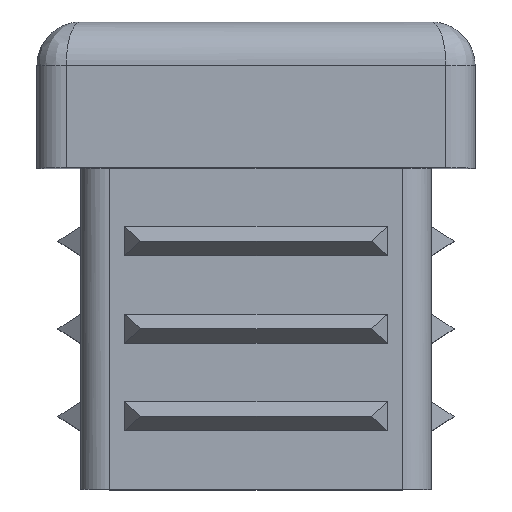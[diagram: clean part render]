
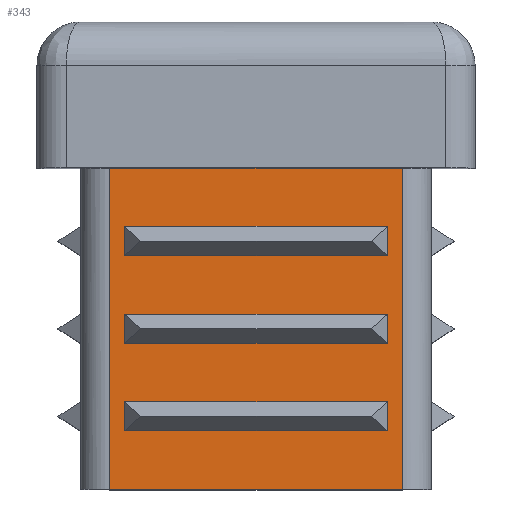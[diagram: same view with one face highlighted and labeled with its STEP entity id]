
A CAD part, top view. The second image highlights one B-rep face of the part: STEP entity #343.
In plain terms, the highlighted planar face has unit normal (0, 0, 1).
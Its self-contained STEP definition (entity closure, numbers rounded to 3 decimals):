
#54 = VECTOR ( 'NONE', #1312, 1000. ) ;
#56 = VECTOR ( 'NONE', #1398, 1000. ) ;
#74 = VERTEX_POINT ( 'NONE', #457 ) ;
#97 = CARTESIAN_POINT ( 'NONE',  ( 7.5, 5., 6. ) ) ;
#110 = CARTESIAN_POINT ( 'NONE',  ( 7.5, 8., 6. ) ) ;
#147 = VECTOR ( 'NONE', #2798, 1000. ) ;
#190 = EDGE_LOOP ( 'NONE', ( #853, #2491, #417, #1166 ) ) ;
#218 = CARTESIAN_POINT ( 'NONE',  ( 4.5, 6., 6. ) ) ;
#278 = EDGE_CURVE ( 'NONE', #1994, #362, #2125, .T. ) ;
#313 = VECTOR ( 'NONE', #1851, 1000. ) ;
#343 = ADVANCED_FACE ( 'NONE', ( #1372, #2155, #3092, #883 ), #1889, .F. ) ;
#362 = VERTEX_POINT ( 'NONE', #2450 ) ;
#383 = CARTESIAN_POINT ( 'NONE',  ( 7.5, 3., 6. ) ) ;
#402 = VECTOR ( 'NONE', #2016, 1000. ) ;
#417 = ORIENTED_EDGE ( 'NONE', *, *, #1915, .T. ) ;
#452 = EDGE_CURVE ( 'NONE', #598, #1940, #778, .T. ) ;
#457 = CARTESIAN_POINT ( 'NONE',  ( -5., 11., 6. ) ) ;
#459 = EDGE_CURVE ( 'NONE', #2267, #2432, #2520, .T. ) ;
#500 = CARTESIAN_POINT ( 'NONE',  ( 5., 0., 6. ) ) ;
#517 = LINE ( 'NONE', #2049, #2243 ) ;
#557 = LINE ( 'NONE', #2301, #2621 ) ;
#598 = VERTEX_POINT ( 'NONE', #811 ) ;
#599 = VECTOR ( 'NONE', #1735, 1000. ) ;
#620 = CARTESIAN_POINT ( 'NONE',  ( 4.5, 2., 6. ) ) ;
#631 = VERTEX_POINT ( 'NONE', #620 ) ;
#638 = DIRECTION ( 'NONE',  ( -1., 0., 0. ) ) ;
#698 = ORIENTED_EDGE ( 'NONE', *, *, #1719, .T. ) ;
#703 = ORIENTED_EDGE ( 'NONE', *, *, #3059, .T. ) ;
#707 = LINE ( 'NONE', #1726, #3146 ) ;
#755 = CARTESIAN_POINT ( 'NONE',  ( -4.5, -12.941, 6. ) ) ;
#771 = EDGE_CURVE ( 'NONE', #1161, #1713, #2746, .T. ) ;
#776 = LINE ( 'NONE', #1496, #402 ) ;
#778 = LINE ( 'NONE', #1497, #1456 ) ;
#790 = VERTEX_POINT ( 'NONE', #2646 ) ;
#796 = EDGE_CURVE ( 'NONE', #1713, #2432, #1506, .T. ) ;
#801 = VECTOR ( 'NONE', #1752, 1000. ) ;
#811 = CARTESIAN_POINT ( 'NONE',  ( 5., 0., 6. ) ) ;
#820 = LINE ( 'NONE', #97, #147 ) ;
#848 = CARTESIAN_POINT ( 'NONE',  ( 4.5, 5., 6. ) ) ;
#853 = ORIENTED_EDGE ( 'NONE', *, *, #796, .F. ) ;
#883 = FACE_OUTER_BOUND ( 'NONE', #2923, .T. ) ;
#930 = LINE ( 'NONE', #1959, #1499 ) ;
#1161 = VERTEX_POINT ( 'NONE', #848 ) ;
#1165 = CARTESIAN_POINT ( 'NONE',  ( 4.5, 8., 6. ) ) ;
#1166 = ORIENTED_EDGE ( 'NONE', *, *, #459, .T. ) ;
#1227 = CARTESIAN_POINT ( 'NONE',  ( 4.5, -12.941, 6. ) ) ;
#1252 = EDGE_CURVE ( 'NONE', #631, #1994, #557, .T. ) ;
#1269 = ORIENTED_EDGE ( 'NONE', *, *, #2404, .F. ) ;
#1306 = EDGE_LOOP ( 'NONE', ( #2964, #2012, #1576, #1404 ) ) ;
#1312 = DIRECTION ( 'NONE',  ( 0., 1., 0. ) ) ;
#1346 = EDGE_CURVE ( 'NONE', #2294, #3100, #776, .T. ) ;
#1372 = FACE_BOUND ( 'NONE', #2513, .T. ) ;
#1398 = DIRECTION ( 'NONE',  ( 0., 1., 0. ) ) ;
#1402 = CARTESIAN_POINT ( 'NONE',  ( 7.5, 0., 6. ) ) ;
#1404 = ORIENTED_EDGE ( 'NONE', *, *, #1688, .T. ) ;
#1423 = CARTESIAN_POINT ( 'NONE',  ( -4.5, -12.941, 6. ) ) ;
#1426 = VECTOR ( 'NONE', #2736, 1000. ) ;
#1456 = VECTOR ( 'NONE', #1515, 1000. ) ;
#1492 = DIRECTION ( 'NONE',  ( -1., 0., 0. ) ) ;
#1496 = CARTESIAN_POINT ( 'NONE',  ( 4.5, -12.941, 6. ) ) ;
#1497 = CARTESIAN_POINT ( 'NONE',  ( 7.5, 0., 6. ) ) ;
#1499 = VECTOR ( 'NONE', #2874, 1000. ) ;
#1506 = LINE ( 'NONE', #2697, #599 ) ;
#1515 = DIRECTION ( 'NONE',  ( -1., 0., 0. ) ) ;
#1532 = EDGE_CURVE ( 'NONE', #631, #2150, #2803, .T. ) ;
#1551 = DIRECTION ( 'NONE',  ( 0., 1., 0. ) ) ;
#1576 = ORIENTED_EDGE ( 'NONE', *, *, #1532, .T. ) ;
#1622 = VECTOR ( 'NONE', #1492, 1000. ) ;
#1641 = CARTESIAN_POINT ( 'NONE',  ( -4.5, 5., 6. ) ) ;
#1667 = VECTOR ( 'NONE', #638, 1000. ) ;
#1688 = EDGE_CURVE ( 'NONE', #2150, #362, #2614, .T. ) ;
#1713 = VERTEX_POINT ( 'NONE', #218 ) ;
#1719 = EDGE_CURVE ( 'NONE', #2095, #74, #2969, .T. ) ;
#1725 = VECTOR ( 'NONE', #2282, 1000. ) ;
#1726 = CARTESIAN_POINT ( 'NONE',  ( -5., 0., 6. ) ) ;
#1735 = DIRECTION ( 'NONE',  ( -1., 0., 0. ) ) ;
#1749 = CARTESIAN_POINT ( 'NONE',  ( -5., 0., 6. ) ) ;
#1752 = DIRECTION ( 'NONE',  ( 0., 1., 0. ) ) ;
#1851 = DIRECTION ( 'NONE',  ( -1., 0., 0. ) ) ;
#1889 = PLANE ( 'NONE',  #2683 ) ;
#1911 = ORIENTED_EDGE ( 'NONE', *, *, #2135, .T. ) ;
#1915 = EDGE_CURVE ( 'NONE', #1161, #2267, #820, .T. ) ;
#1940 = VERTEX_POINT ( 'NONE', #1749 ) ;
#1959 = CARTESIAN_POINT ( 'NONE',  ( -4.5, -12.941, 6. ) ) ;
#1994 = VERTEX_POINT ( 'NONE', #2021 ) ;
#2012 = ORIENTED_EDGE ( 'NONE', *, *, #1252, .F. ) ;
#2016 = DIRECTION ( 'NONE',  ( 0., 1., 0. ) ) ;
#2021 = CARTESIAN_POINT ( 'NONE',  ( 4.5, 3., 6. ) ) ;
#2032 = DIRECTION ( 'NONE',  ( -1., 0., 0. ) ) ;
#2049 = CARTESIAN_POINT ( 'NONE',  ( 7.5, 9., 6. ) ) ;
#2056 = CARTESIAN_POINT ( 'NONE',  ( 5., 11., 6. ) ) ;
#2095 = VERTEX_POINT ( 'NONE', #2056 ) ;
#2125 = LINE ( 'NONE', #383, #1667 ) ;
#2127 = VERTEX_POINT ( 'NONE', #2827 ) ;
#2135 = EDGE_CURVE ( 'NONE', #2294, #790, #3061, .T. ) ;
#2150 = VERTEX_POINT ( 'NONE', #2840 ) ;
#2155 = FACE_BOUND ( 'NONE', #190, .T. ) ;
#2237 = ORIENTED_EDGE ( 'NONE', *, *, #452, .F. ) ;
#2243 = VECTOR ( 'NONE', #2032, 1000. ) ;
#2267 = VERTEX_POINT ( 'NONE', #1641 ) ;
#2282 = DIRECTION ( 'NONE',  ( -1., 0., 0. ) ) ;
#2294 = VERTEX_POINT ( 'NONE', #1165 ) ;
#2301 = CARTESIAN_POINT ( 'NONE',  ( 4.5, -12.941, 6. ) ) ;
#2328 = EDGE_CURVE ( 'NONE', #74, #1940, #707, .T. ) ;
#2332 = CARTESIAN_POINT ( 'NONE',  ( 7.5, 2., 6. ) ) ;
#2385 = DIRECTION ( 'NONE',  ( 0., 1., 0. ) ) ;
#2404 = EDGE_CURVE ( 'NONE', #3100, #2127, #517, .T. ) ;
#2432 = VERTEX_POINT ( 'NONE', #2781 ) ;
#2450 = CARTESIAN_POINT ( 'NONE',  ( -4.5, 3., 6. ) ) ;
#2459 = EDGE_CURVE ( 'NONE', #598, #2095, #2987, .T. ) ;
#2491 = ORIENTED_EDGE ( 'NONE', *, *, #771, .F. ) ;
#2513 = EDGE_LOOP ( 'NONE', ( #1269, #3111, #1911, #703 ) ) ;
#2520 = LINE ( 'NONE', #755, #54 ) ;
#2614 = LINE ( 'NONE', #1423, #56 ) ;
#2621 = VECTOR ( 'NONE', #1551, 1000. ) ;
#2646 = CARTESIAN_POINT ( 'NONE',  ( -4.5, 8., 6. ) ) ;
#2682 = DIRECTION ( 'NONE',  ( 0., -1., 0. ) ) ;
#2683 = AXIS2_PLACEMENT_3D ( 'NONE', #1402, #2826, #2385 ) ;
#2697 = CARTESIAN_POINT ( 'NONE',  ( 7.5, 6., 6. ) ) ;
#2736 = DIRECTION ( 'NONE',  ( 0., 1., 0. ) ) ;
#2746 = LINE ( 'NONE', #1227, #801 ) ;
#2781 = CARTESIAN_POINT ( 'NONE',  ( -4.5, 6., 6. ) ) ;
#2798 = DIRECTION ( 'NONE',  ( -1., 0., 0. ) ) ;
#2803 = LINE ( 'NONE', #2332, #313 ) ;
#2826 = DIRECTION ( 'NONE',  ( 0., 0., -1. ) ) ;
#2827 = CARTESIAN_POINT ( 'NONE',  ( -4.5, 9., 6. ) ) ;
#2840 = CARTESIAN_POINT ( 'NONE',  ( -4.5, 2., 6. ) ) ;
#2874 = DIRECTION ( 'NONE',  ( 0., 1., 0. ) ) ;
#2898 = CARTESIAN_POINT ( 'NONE',  ( 4.5, 9., 6. ) ) ;
#2923 = EDGE_LOOP ( 'NONE', ( #698, #3019, #2237, #3048 ) ) ;
#2964 = ORIENTED_EDGE ( 'NONE', *, *, #278, .F. ) ;
#2969 = LINE ( 'NONE', #3188, #1622 ) ;
#2987 = LINE ( 'NONE', #500, #1426 ) ;
#3019 = ORIENTED_EDGE ( 'NONE', *, *, #2328, .T. ) ;
#3048 = ORIENTED_EDGE ( 'NONE', *, *, #2459, .T. ) ;
#3059 = EDGE_CURVE ( 'NONE', #790, #2127, #930, .T. ) ;
#3061 = LINE ( 'NONE', #110, #1725 ) ;
#3092 = FACE_BOUND ( 'NONE', #1306, .T. ) ;
#3100 = VERTEX_POINT ( 'NONE', #2898 ) ;
#3111 = ORIENTED_EDGE ( 'NONE', *, *, #1346, .F. ) ;
#3146 = VECTOR ( 'NONE', #2682, 1000. ) ;
#3188 = CARTESIAN_POINT ( 'NONE',  ( 7.5, 11., 6. ) ) ;
